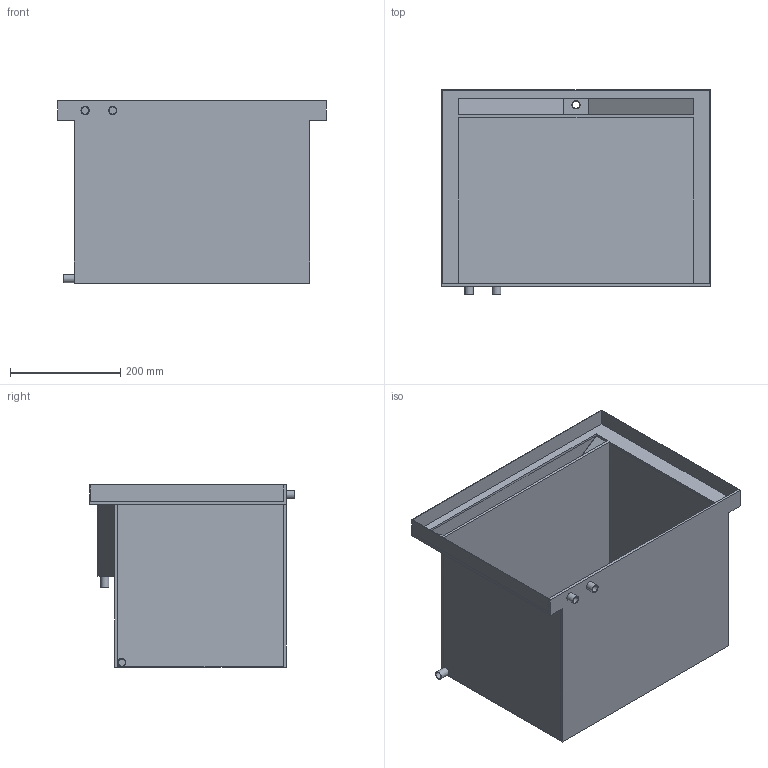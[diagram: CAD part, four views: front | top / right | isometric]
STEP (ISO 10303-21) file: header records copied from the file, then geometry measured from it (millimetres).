
FILE_DESCRIPTION(/* description */ (''),/* implementation_level */ '2;1');
FILE_NAME(/* name */ '40L resin tank_V2.stp',/* time_stamp */ '2020-07-09T20:21:36+06:00',/* author */ ('Vijay'),/* organization */ (''),/* preprocessor_version */ 'ST-DEVELOPER v17',/* originating_system */ 'Autodesk Inventor 2019',/* authorisation */ '');
FILE_SCHEMA (('AUTOMOTIVE_DESIGN { 1 0 10303 214 3 1 1 }'));
Length unit declared in the file: inch
Products named in the file (1): Tank2
Bounding box: 488 x 371.38 x 330.8 mm (x, y, z)
Volume: 1815685 mm3; surface area: 1406583.5 mm2
Topology: 1 solids, 1 shells, 44 faces, 108 edges, 70 vertices
Faces by surface type: plane 36, cylinder 8
Full cylindrical faces by diameter (mm): 13 x4, 15 x4
Entity records: 1343 total; most frequent: CARTESIAN_POINT 223, ORIENTED_EDGE 216, DIRECTION 216, EDGE_CURVE 108, LINE 90, VECTOR 90, VERTEX_POINT 70, AXIS2_PLACEMENT_3D 63
